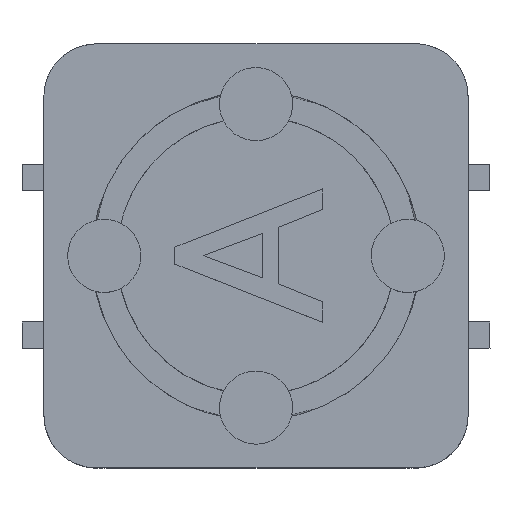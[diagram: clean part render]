
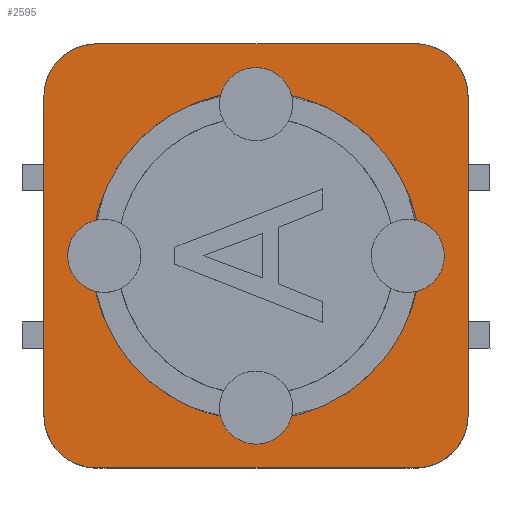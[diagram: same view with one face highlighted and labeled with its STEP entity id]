
A CAD part, top view. The second image highlights one B-rep face of the part: STEP entity #2595.
In plain terms, the highlighted free-form (B-spline) face has degree [1, 1] with [2, 2] control points.
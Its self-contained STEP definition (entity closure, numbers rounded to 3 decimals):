
#956=CARTESIAN_POINT('',(-1.09,1.45,1.25));
#957=VERTEX_POINT('',#956);
#963=CARTESIAN_POINT('',(1.09,1.45,1.25));
#964=VERTEX_POINT('',#963);
#965=CARTESIAN_POINT('',(1.09,1.45,1.25));
#966=CARTESIAN_POINT('',(-1.09,1.45,1.25));
#967=B_SPLINE_CURVE_WITH_KNOTS('',1,(#965,#966),.POLYLINE_FORM.,.F.,.U.,(2,2),(0.,1.),.UNSPECIFIED.);
#968=EDGE_CURVE('',#964,#957,#967,.T.);
#1138=CARTESIAN_POINT('',(1.09,-1.45,1.25));
#1139=VERTEX_POINT('',#1138);
#1145=CARTESIAN_POINT('',(-1.09,-1.45,1.25));
#1146=VERTEX_POINT('',#1145);
#1147=CARTESIAN_POINT('',(-1.09,-1.45,1.25));
#1148=CARTESIAN_POINT('',(1.09,-1.45,1.25));
#1149=B_SPLINE_CURVE_WITH_KNOTS('',1,(#1147,#1148),.POLYLINE_FORM.,.F.,.U.,(2,2),(0.,1.),.UNSPECIFIED.);
#1150=EDGE_CURVE('',#1146,#1139,#1149,.T.);
#1476=CARTESIAN_POINT('',(-0.795,0.795,1.25));
#1477=VERTEX_POINT('',#1476);
#1483=CARTESIAN_POINT('',(-0.795,0.795,1.25));
#1484=CARTESIAN_POINT('',(-2.173,-0.582,1.25));
#1485=CARTESIAN_POINT('',(-0.291,-1.087,1.25));
#1486=CARTESIAN_POINT('',(1.591,-1.591,1.25));
#1487=CARTESIAN_POINT('',(1.087,0.291,1.25));
#1488=CARTESIAN_POINT('',(0.582,2.173,1.25));
#1489=CARTESIAN_POINT('',(-0.795,0.795,1.25));
#1490=(BOUNDED_CURVE()B_SPLINE_CURVE(2,(#1483,#1484,#1485,#1486,#1487,#1488,#1489),.CIRCULAR_ARC.,.T.,.U.)B_SPLINE_CURVE_WITH_KNOTS((3,2,2,3),(0.,0.333,0.667,1.),.UNSPECIFIED.)CURVE()GEOMETRIC_REPRESENTATION_ITEM()RATIONAL_B_SPLINE_CURVE((1.,0.5,1.,0.5,1.,0.5,1.))REPRESENTATION_ITEM(''));
#1491=EDGE_CURVE('',#1477,#1477,#1490,.T.);
#1577=CARTESIAN_POINT('',(-1.45,1.09,1.25));
#1578=VERTEX_POINT('',#1577);
#1584=CARTESIAN_POINT('',(-1.09,1.45,1.25));
#1585=CARTESIAN_POINT('',(-1.45,1.45,1.25));
#1586=CARTESIAN_POINT('',(-1.45,1.09,1.25));
#1587=(BOUNDED_CURVE()B_SPLINE_CURVE(2,(#1584,#1585,#1586),.CIRCULAR_ARC.,.F.,.U.)B_SPLINE_CURVE_WITH_KNOTS((3,3),(0.,1.),.UNSPECIFIED.)CURVE()GEOMETRIC_REPRESENTATION_ITEM()RATIONAL_B_SPLINE_CURVE((1.,0.707,1.))REPRESENTATION_ITEM(''));
#1588=EDGE_CURVE('',#957,#1578,#1587,.T.);
#1647=CARTESIAN_POINT('',(-1.45,-1.09,1.25));
#1648=VERTEX_POINT('',#1647);
#1654=CARTESIAN_POINT('',(-1.45,1.09,1.25));
#1655=CARTESIAN_POINT('',(-1.45,-1.09,1.25));
#1656=B_SPLINE_CURVE_WITH_KNOTS('',1,(#1654,#1655),.POLYLINE_FORM.,.F.,.U.,(2,2),(0.,1.),.UNSPECIFIED.);
#1657=EDGE_CURVE('',#1578,#1648,#1656,.T.);
#2265=CARTESIAN_POINT('',(-1.45,-1.09,1.25));
#2266=CARTESIAN_POINT('',(-1.45,-1.239,1.25));
#2267=CARTESIAN_POINT('',(-1.345,-1.345,1.25));
#2268=CARTESIAN_POINT('',(-1.239,-1.45,1.25));
#2269=CARTESIAN_POINT('',(-1.09,-1.45,1.25));
#2270=(BOUNDED_CURVE()B_SPLINE_CURVE(2,(#2265,#2266,#2267,#2268,#2269),.CIRCULAR_ARC.,.F.,.U.)B_SPLINE_CURVE_WITH_KNOTS((3,2,3),(0.,0.5,1.),.UNSPECIFIED.)CURVE()GEOMETRIC_REPRESENTATION_ITEM()RATIONAL_B_SPLINE_CURVE((0.854,0.854,1.,0.854,0.854))REPRESENTATION_ITEM(''));
#2271=EDGE_CURVE('',#1648,#1146,#2270,.T.);
#2307=CARTESIAN_POINT('',(1.45,-1.09,1.25));
#2308=VERTEX_POINT('',#2307);
#2314=CARTESIAN_POINT('',(1.09,-1.45,1.25));
#2315=CARTESIAN_POINT('',(1.239,-1.45,1.25));
#2316=CARTESIAN_POINT('',(1.345,-1.345,1.25));
#2317=CARTESIAN_POINT('',(1.45,-1.239,1.25));
#2318=CARTESIAN_POINT('',(1.45,-1.09,1.25));
#2319=(BOUNDED_CURVE()B_SPLINE_CURVE(2,(#2314,#2315,#2316,#2317,#2318),.CIRCULAR_ARC.,.F.,.U.)B_SPLINE_CURVE_WITH_KNOTS((3,2,3),(0.,0.5,1.),.UNSPECIFIED.)CURVE()GEOMETRIC_REPRESENTATION_ITEM()RATIONAL_B_SPLINE_CURVE((0.854,0.854,1.,0.854,0.854))REPRESENTATION_ITEM(''));
#2320=EDGE_CURVE('',#1139,#2308,#2319,.T.);
#2357=CARTESIAN_POINT('',(1.45,1.09,1.25));
#2358=VERTEX_POINT('',#2357);
#2359=CARTESIAN_POINT('',(1.45,1.09,1.25));
#2360=CARTESIAN_POINT('',(1.45,1.239,1.25));
#2361=CARTESIAN_POINT('',(1.345,1.345,1.25));
#2362=CARTESIAN_POINT('',(1.239,1.45,1.25));
#2363=CARTESIAN_POINT('',(1.09,1.45,1.25));
#2364=(BOUNDED_CURVE()B_SPLINE_CURVE(2,(#2359,#2360,#2361,#2362,#2363),.CIRCULAR_ARC.,.F.,.U.)B_SPLINE_CURVE_WITH_KNOTS((3,2,3),(0.,0.5,1.),.UNSPECIFIED.)CURVE()GEOMETRIC_REPRESENTATION_ITEM()RATIONAL_B_SPLINE_CURVE((0.854,0.854,1.,0.854,0.854))REPRESENTATION_ITEM(''));
#2365=EDGE_CURVE('',#2358,#964,#2364,.T.);
#2401=CARTESIAN_POINT('',(1.45,-1.09,1.25));
#2402=CARTESIAN_POINT('',(1.45,1.09,1.25));
#2403=B_SPLINE_CURVE_WITH_KNOTS('',1,(#2401,#2402),.POLYLINE_FORM.,.F.,.U.,(2,2),(0.,1.),.UNSPECIFIED.);
#2404=EDGE_CURVE('',#2308,#2358,#2403,.T.);
#2577=CARTESIAN_POINT('',(-1.595,1.595,1.25));
#2578=CARTESIAN_POINT('',(1.595,1.595,1.25));
#2579=CARTESIAN_POINT('',(-1.595,-1.595,1.25));
#2580=CARTESIAN_POINT('',(1.595,-1.595,1.25));
#2581=B_SPLINE_SURFACE_WITH_KNOTS('',1,1,((#2577,#2578),(#2579,#2580)),.PLANE_SURF.,.F.,.F.,.U.,(2,2),(2,2),(0.,1.),(0.,1.),.UNSPECIFIED.);
#2582=ORIENTED_EDGE('',*,*,#1657,.T.);
#2583=ORIENTED_EDGE('',*,*,#2271,.T.);
#2584=ORIENTED_EDGE('',*,*,#1150,.T.);
#2585=ORIENTED_EDGE('',*,*,#2320,.T.);
#2586=ORIENTED_EDGE('',*,*,#2404,.T.);
#2587=ORIENTED_EDGE('',*,*,#2365,.T.);
#2588=ORIENTED_EDGE('',*,*,#968,.T.);
#2589=ORIENTED_EDGE('',*,*,#1588,.T.);
#2590=EDGE_LOOP('',(#2582,#2583,#2584,#2585,#2586,#2587,#2588,#2589));
#2591=FACE_OUTER_BOUND('',#2590,.T.);
#2592=ORIENTED_EDGE('',*,*,#1491,.F.);
#2593=EDGE_LOOP('',(#2592));
#2594=FACE_BOUND('',#2593,.T.);
#2595=ADVANCED_FACE('',(#2591,#2594),#2581,.T.);
